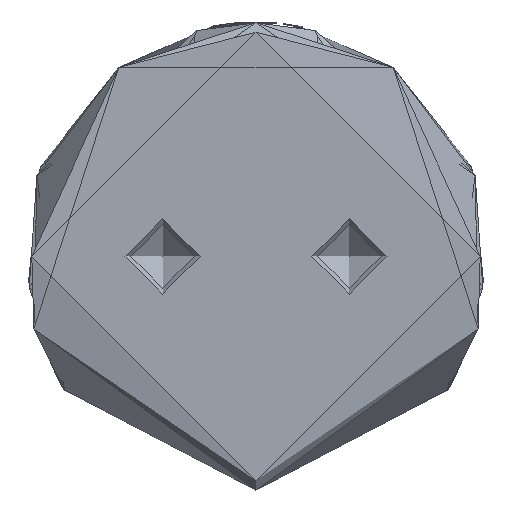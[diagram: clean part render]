
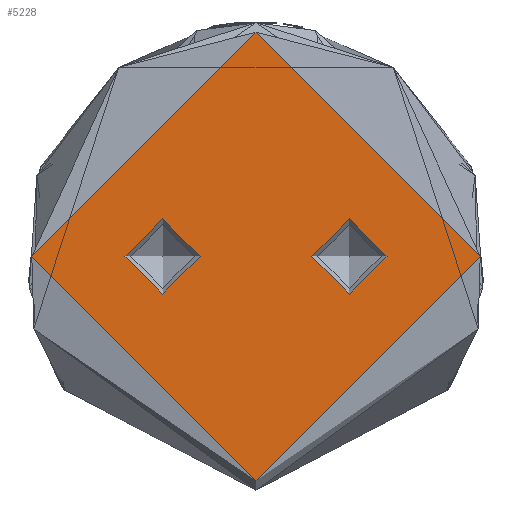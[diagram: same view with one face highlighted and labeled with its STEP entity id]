
A CAD part, front view. The second image highlights one B-rep face of the part: STEP entity #5228.
In plain terms, the highlighted face is planar.
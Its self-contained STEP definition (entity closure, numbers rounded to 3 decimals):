
#11 = EDGE_CURVE ( 'NONE', #4771, #4771, #4340, .T. ) ;
#109 = EDGE_LOOP ( 'NONE', ( #2264 ) ) ;
#125 = ORIENTED_EDGE ( 'NONE', *, *, #1445, .F. ) ;
#136 = DIRECTION ( 'NONE',  ( 1., 0., 0. ) ) ;
#165 = AXIS2_PLACEMENT_3D ( 'NONE', #3313, #5588, #544 ) ;
#191 = CARTESIAN_POINT ( 'NONE',  ( -10., 0., 0. ) ) ;
#544 = DIRECTION ( 'NONE',  ( 0., -1., 0. ) ) ;
#653 = DIRECTION ( 'NONE',  ( 1., 0., 0. ) ) ;
#792 = CARTESIAN_POINT ( 'NONE',  ( -5.975, 0., 0. ) ) ;
#863 = FACE_OUTER_BOUND ( 'NONE', #4285, .T. ) ;
#907 = CIRCLE ( 'NONE', #3739, 4.025 ) ;
#1235 = CARTESIAN_POINT ( 'NONE',  ( 0., -24., 0. ) ) ;
#1445 = EDGE_CURVE ( 'NONE', #4639, #4639, #907, .T. ) ;
#1496 = DIRECTION ( 'NONE',  ( 0., 0., -1. ) ) ;
#1852 = EDGE_LOOP ( 'NONE', ( #125 ) ) ;
#2052 = VERTEX_POINT ( 'NONE', #792 ) ;
#2143 = CARTESIAN_POINT ( 'NONE',  ( 14.025, 0., 0. ) ) ;
#2264 = ORIENTED_EDGE ( 'NONE', *, *, #3688, .F. ) ;
#2386 = PLANE ( 'NONE',  #3144 ) ;
#2866 = DIRECTION ( 'NONE',  ( 0., 0., 1. ) ) ;
#2985 = CIRCLE ( 'NONE', #4716, 4.025 ) ;
#3144 = AXIS2_PLACEMENT_3D ( 'NONE', #3297, #1496, #4682 ) ;
#3297 = CARTESIAN_POINT ( 'NONE',  ( 0., 24., 0. ) ) ;
#3313 = CARTESIAN_POINT ( 'NONE',  ( 0., 0., 0. ) ) ;
#3389 = DIRECTION ( 'NONE',  ( 0., 0., 1. ) ) ;
#3688 = EDGE_CURVE ( 'NONE', #2052, #2052, #2985, .T. ) ;
#3739 = AXIS2_PLACEMENT_3D ( 'NONE', #5600, #2866, #136 ) ;
#4008 = FACE_BOUND ( 'NONE', #1852, .T. ) ;
#4285 = EDGE_LOOP ( 'NONE', ( #5905 ) ) ;
#4340 = CIRCLE ( 'NONE', #165, 24. ) ;
#4639 = VERTEX_POINT ( 'NONE', #2143 ) ;
#4682 = DIRECTION ( 'NONE',  ( 0., 1., 0. ) ) ;
#4716 = AXIS2_PLACEMENT_3D ( 'NONE', #191, #3389, #653 ) ;
#4771 = VERTEX_POINT ( 'NONE', #1235 ) ;
#5211 = FACE_BOUND ( 'NONE', #109, .T. ) ;
#5228 = ADVANCED_FACE ( 'NONE', ( #5211, #4008, #863 ), #2386, .F. ) ;
#5588 = DIRECTION ( 'NONE',  ( 0., 0., 1. ) ) ;
#5600 = CARTESIAN_POINT ( 'NONE',  ( 10., 0., 0. ) ) ;
#5905 = ORIENTED_EDGE ( 'NONE', *, *, #11, .T. ) ;
